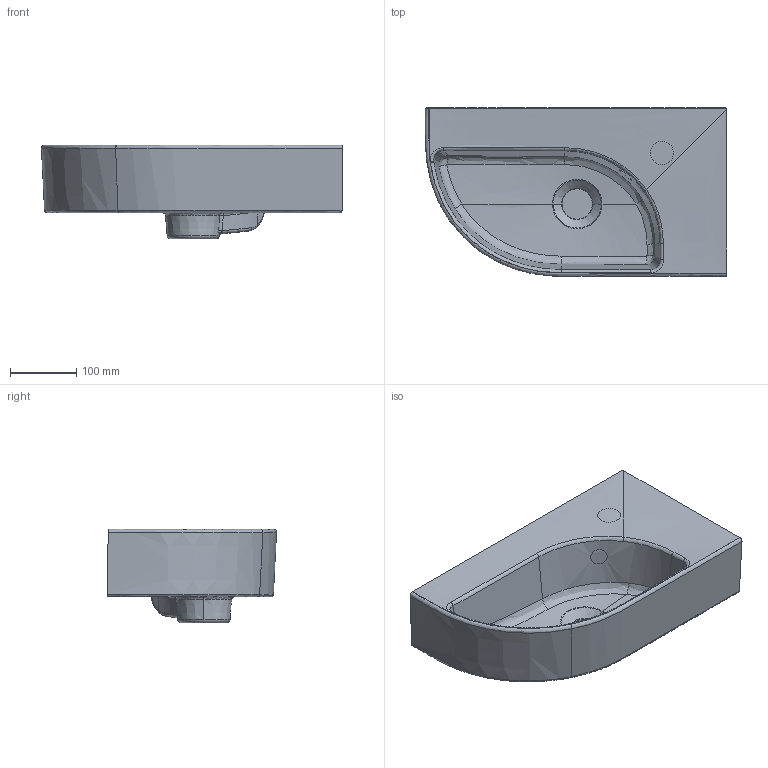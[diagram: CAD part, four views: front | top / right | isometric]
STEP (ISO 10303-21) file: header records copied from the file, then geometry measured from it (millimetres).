
FILE_DESCRIPTION(/* description */ (''),/* implementation_level */ '2;1');
FILE_NAME(/* name */ '597040_m.stp',/* time_stamp */ '2019-01-24T11:57:34+01:00',/* author */ (''),/* organization */ (''),/* preprocessor_version */ 'ST-DEVELOPER v15',/* originating_system */ 'SIEMENS PLM Software NX 9.0',/* authorisation */ '');
FILE_SCHEMA (('AUTOMOTIVE_DESIGN { 1 0 10303 214 3 1 1 1 }'));
Length unit declared in the file: millimetre
Products named in the file (1): fpok0A88E0FCtp1w
Bounding box: 455.76 x 255.9 x 141.51 mm (x, y, z)
Volume: 4335662.4 mm3; surface area: 494454 mm2
Topology: 1 solids, 1 shells, 246 faces, 598 edges, 341 vertices
Faces by surface type: bspline 179, plane 35, cylinder 16, cone 11, torus 3, sphere 1, extrusion 1
Entity records: 17684 total; most frequent: CARTESIAN_POINT 13351, ORIENTED_EDGE 1158, EDGE_CURVE 579, DIRECTION 504, B_SPLINE_CURVE_WITH_KNOTS 353, VERTEX_POINT 341, EDGE_LOOP 252, ADVANCED_FACE 246
